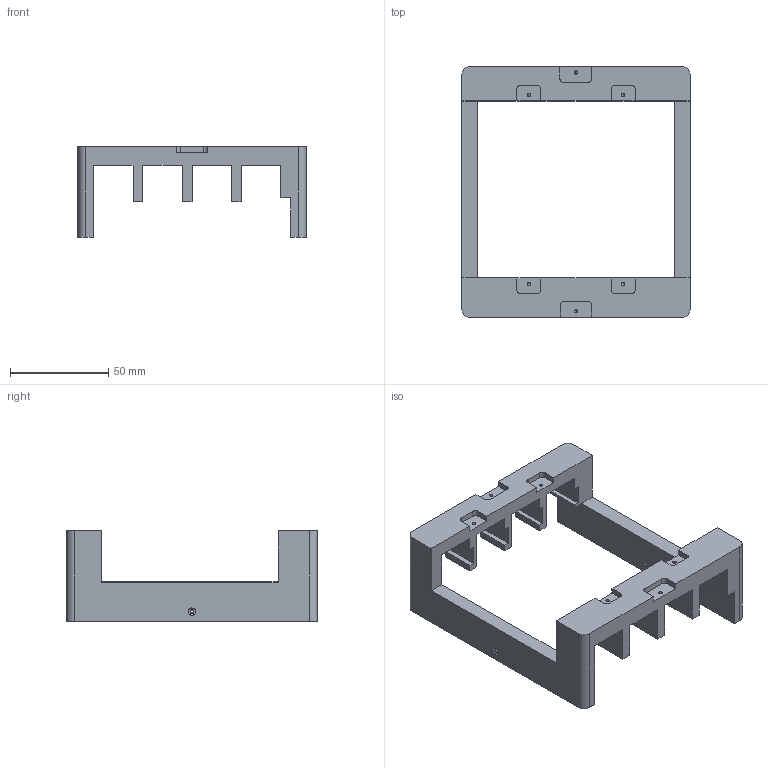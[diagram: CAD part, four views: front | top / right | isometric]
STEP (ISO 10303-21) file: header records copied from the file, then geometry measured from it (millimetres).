
FILE_DESCRIPTION(/* description */ (''),/* implementation_level */ '2;1');
FILE_NAME(/* name */ 'frame-v1.step',/* time_stamp */ '2024-08-22T10:57:34+01:00',/* author */ (''),/* organization */ (''),/* preprocessor_version */ 'ST-DEVELOPER v20',/* originating_system */ 'Autodesk Translation Framework v13.14.0.145',/* authorisation */ '');
FILE_SCHEMA (('AUTOMOTIVE_DESIGN { 1 0 10303 214 3 1 1 }'));
Length unit declared in the file: millimetre
Products named in the file (2): QAssmbly; Frame
Assembly tree (1 placements, depth 2):
  QAssmbly
    Frame
Bounding box: 116 x 127.5 x 46 mm (x, y, z)
Volume: 96962.5 mm3; surface area: 36838 mm2
Topology: 1 solids, 1 shells, 142 faces, 408 edges, 268 vertices
Faces by surface type: plane 102, cylinder 30, cone 10
Full cylindrical faces by diameter (mm): 1.623 x2, 1.769 x10, 3.78 x2
Entity records: 4618 total; most frequent: CARTESIAN_POINT 811, ORIENTED_EDGE 796, DIRECTION 748, EDGE_CURVE 398, LINE 338, VECTOR 338, VERTEX_POINT 268, AXIS2_PLACEMENT_3D 205
